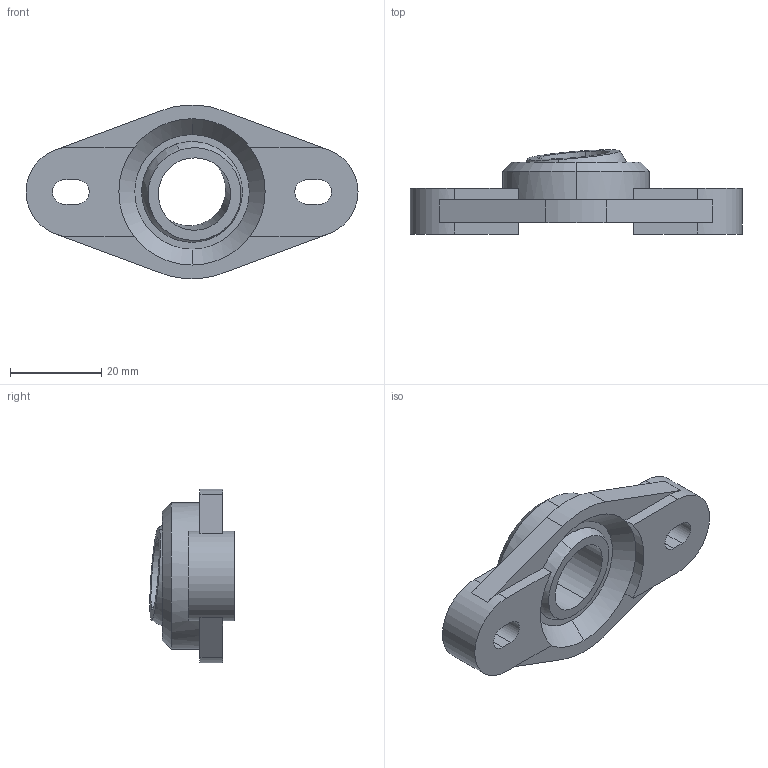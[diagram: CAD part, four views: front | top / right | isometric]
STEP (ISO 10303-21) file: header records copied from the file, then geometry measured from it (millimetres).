
FILE_DESCRIPTION (( 'STEP AP203' ), '1' );
FILE_NAME ('igubal_SphericalFlange.STEP', '2018-12-26T15:51:44', ( 'DASSAULT SYSTEMES' ), ( 'DASSAULT SYSTEMES' ), 'SwSTEP 2.0', 'SolidWorks 2018', '' );
FILE_SCHEMA (( 'CONFIG_CONTROL_DESIGN' ));
Length unit declared in the file: millimetre
Products named in the file (3): igubal_SphericalFlange_Ball; igubal_SphericalFlange; igubal_SphericalFlange_Bearing
Assembly tree (2 placements, depth 2):
  igubal_SphericalFlange
    igubal_SphericalFlange_Bearing
    igubal_SphericalFlange_Ball
Bounding box: 72.61 x 18.47 x 37.95 mm (x, y, z)
Volume: 15314.9 mm3; surface area: 8249.6 mm2
Topology: 2 solids, 2 shells, 57 faces, 154 edges, 99 vertices
Faces by surface type: plane 28, cylinder 21, sphere 4, cone 4
Entity records: 2082 total; most frequent: DIRECTION 339, CARTESIAN_POINT 305, ORIENTED_EDGE 294, EDGE_CURVE 147, AXIS2_PLACEMENT_3D 130, VERTEX_POINT 96, VECTOR 79, LINE 79
